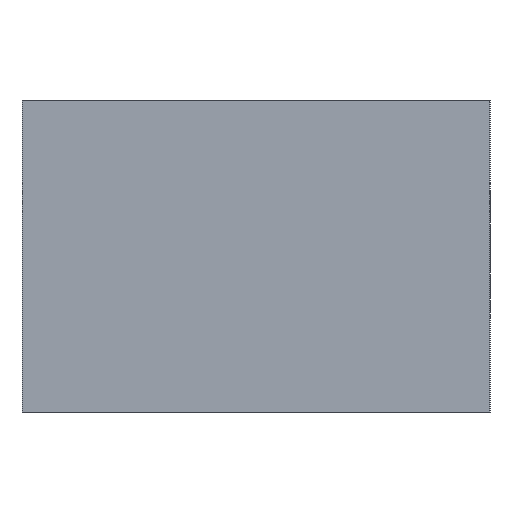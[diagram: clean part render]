
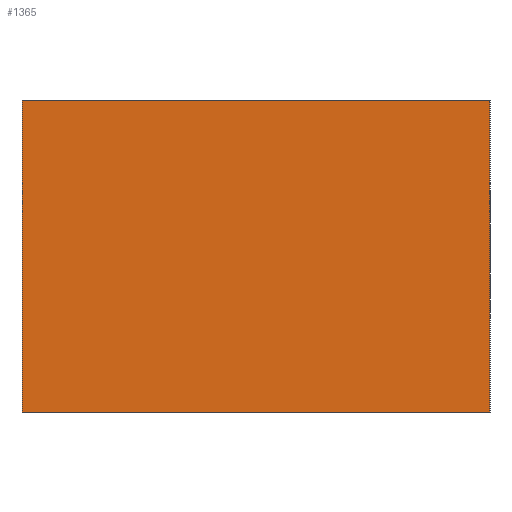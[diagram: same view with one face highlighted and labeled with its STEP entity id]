
A CAD part, front view. The second image highlights one B-rep face of the part: STEP entity #1365.
In plain terms, the highlighted planar face has unit normal (0, -1, 0).
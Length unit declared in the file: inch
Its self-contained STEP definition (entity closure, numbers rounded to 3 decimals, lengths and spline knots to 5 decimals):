
#8 = LINE ( 'NONE', #1568, #532 ) ;
#43 = CARTESIAN_POINT ( 'NONE',  ( 0.75, 0., 0.25 ) ) ;
#59 = DIRECTION ( 'NONE',  ( 1., 0., 0. ) ) ;
#84 = VERTEX_POINT ( 'NONE', #596 ) ;
#124 = VERTEX_POINT ( 'NONE', #1560 ) ;
#138 = LINE ( 'NONE', #307, #1552 ) ;
#140 = DIRECTION ( 'NONE',  ( -1., 0., 0. ) ) ;
#307 = CARTESIAN_POINT ( 'NONE',  ( 0.75, 0., 0.25 ) ) ;
#362 = VERTEX_POINT ( 'NONE', #833 ) ;
#383 = VECTOR ( 'NONE', #624, 39.37008 ) ;
#391 = ORIENTED_EDGE ( 'NONE', *, *, #1315, .F. ) ;
#420 = FACE_OUTER_BOUND ( 'NONE', #1681, .T. ) ;
#463 = VERTEX_POINT ( 'NONE', #43 ) ;
#532 = VECTOR ( 'NONE', #59, 39.37008 ) ;
#548 = CARTESIAN_POINT ( 'NONE',  ( 0.75, 0., 0.25 ) ) ;
#596 = CARTESIAN_POINT ( 'NONE',  ( 0., 0., 0.25 ) ) ;
#624 = DIRECTION ( 'NONE',  ( 0., 0., -1. ) ) ;
#658 = LINE ( 'NONE', #1361, #1105 ) ;
#697 = ORIENTED_EDGE ( 'NONE', *, *, #770, .T. ) ;
#704 = EDGE_CURVE ( 'NONE', #463, #362, #658, .T. ) ;
#770 = EDGE_CURVE ( 'NONE', #124, #362, #8, .T. ) ;
#804 = EDGE_CURVE ( 'NONE', #84, #124, #1735, .T. ) ;
#833 = CARTESIAN_POINT ( 'NONE',  ( 0.75, 0., -0.25 ) ) ;
#928 = AXIS2_PLACEMENT_3D ( 'NONE', #548, #1215, #140 ) ;
#1105 = VECTOR ( 'NONE', #1748, 39.37008 ) ;
#1215 = DIRECTION ( 'NONE',  ( 0., 1., 0. ) ) ;
#1292 = CARTESIAN_POINT ( 'NONE',  ( 0., 0., 0.25 ) ) ;
#1315 = EDGE_CURVE ( 'NONE', #84, #463, #138, .T. ) ;
#1361 = CARTESIAN_POINT ( 'NONE',  ( 0.75, 0., 0.25 ) ) ;
#1365 = ADVANCED_FACE ( 'NONE', ( #420 ), #1631, .F. ) ;
#1422 = DIRECTION ( 'NONE',  ( 1., 0., 0. ) ) ;
#1552 = VECTOR ( 'NONE', #1422, 39.37008 ) ;
#1560 = CARTESIAN_POINT ( 'NONE',  ( 0., 0., -0.25 ) ) ;
#1568 = CARTESIAN_POINT ( 'NONE',  ( 0.75, 0., -0.25 ) ) ;
#1631 = PLANE ( 'NONE',  #928 ) ;
#1681 = EDGE_LOOP ( 'NONE', ( #697, #1742, #391, #1684 ) ) ;
#1684 = ORIENTED_EDGE ( 'NONE', *, *, #804, .T. ) ;
#1735 = LINE ( 'NONE', #1292, #383 ) ;
#1742 = ORIENTED_EDGE ( 'NONE', *, *, #704, .F. ) ;
#1748 = DIRECTION ( 'NONE',  ( 0., 0., -1. ) ) ;
